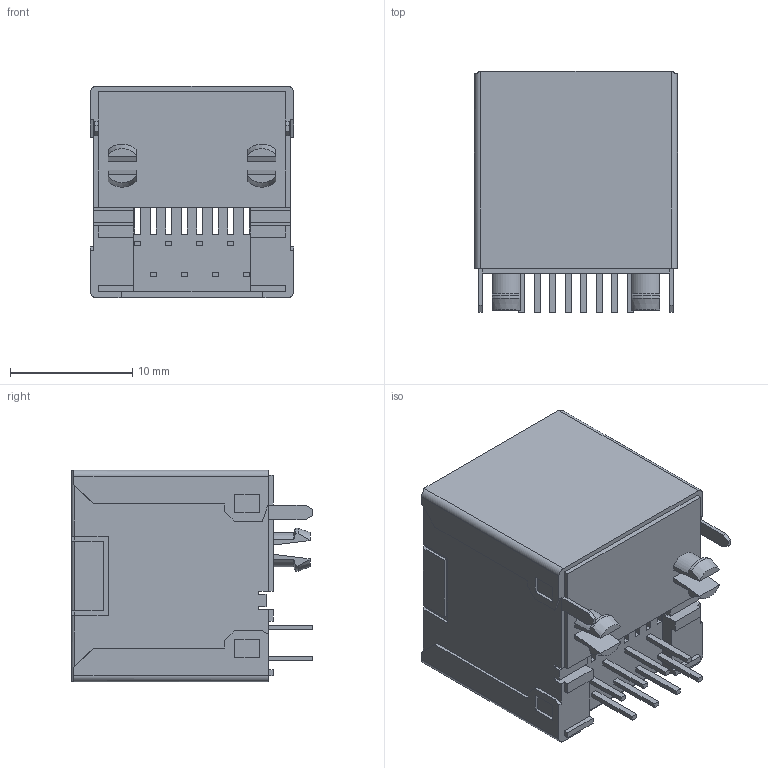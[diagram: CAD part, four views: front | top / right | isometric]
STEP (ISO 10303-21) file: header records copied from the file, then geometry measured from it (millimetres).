
FILE_DESCRIPTION((''),'2;1');
FILE_NAME('855085001','2014-07-02T',('me'),(''),'PRO/ENGINEER BY PARAMETRIC TECHNOLOGY CORPORATION, 2011490','PRO/ENGINEER BY PARAMETRIC TECHNOLOGY CORPORATION, 2011490','');
FILE_SCHEMA(('CONFIG_CONTROL_DESIGN'));
Length unit declared in the file: millimetre
Products named in the file (1): 855085001
Bounding box: 16.6 x 19.7 x 17.3 mm (x, y, z)
Volume: 3206.9 mm3; surface area: 2571.3 mm2
Topology: 1 solids, 1 shells, 278 faces, 847 edges, 574 vertices
Faces by surface type: plane 252, cylinder 18, cone 8
Entity records: 9444 total; most frequent: CARTESIAN_POINT 1783, ORIENTED_EDGE 1642, DIRECTION 1443, EDGE_CURVE 821, VECTOR 763, LINE 763, VERTEX_POINT 546, AXIS2_PLACEMENT_3D 340
